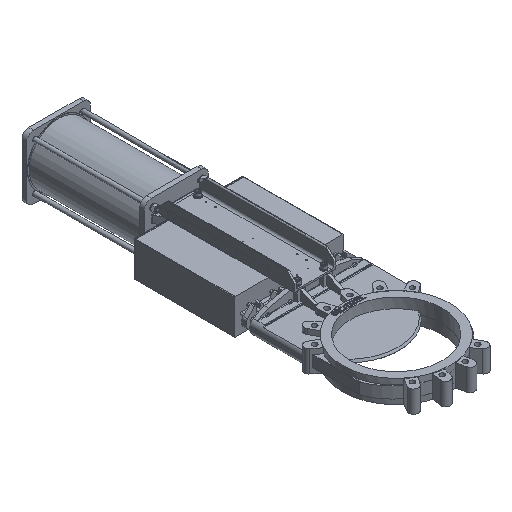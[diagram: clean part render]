
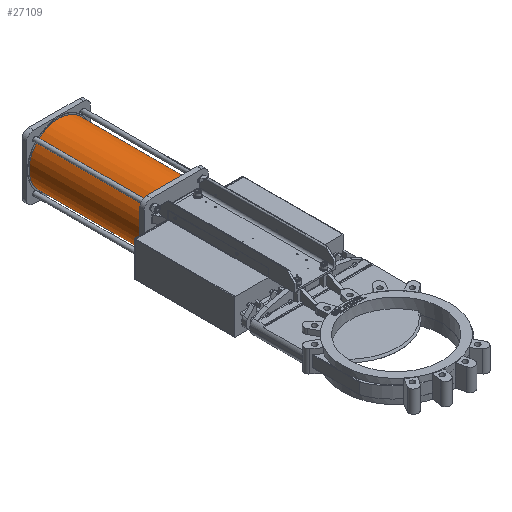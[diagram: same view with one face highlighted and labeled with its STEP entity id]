
A CAD part, isometric view. The second image highlights one B-rep face of the part: STEP entity #27109.
In plain terms, the highlighted cylindrical face has radius 131 mm (diameter 262 mm), a full revolution.
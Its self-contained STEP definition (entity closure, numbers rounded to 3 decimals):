
#1070=CYLINDRICAL_SURFACE('',#30015,131.);
#2621=CIRCLE('',#30012,131.);
#2622=CIRCLE('',#30014,131.);
#3093=FACE_BOUND('',#6977,.T.);
#4933=FACE_OUTER_BOUND('',#6976,.T.);
#6976=EDGE_LOOP('',(#24410));
#6977=EDGE_LOOP('',(#24411));
#13067=VERTEX_POINT('',#48178);
#13068=VERTEX_POINT('',#48181);
#16870=EDGE_CURVE('',#13067,#13067,#2621,.T.);
#16871=EDGE_CURVE('',#13068,#13068,#2622,.F.);
#24410=ORIENTED_EDGE('',*,*,#16871,.T.);
#24411=ORIENTED_EDGE('',*,*,#16870,.T.);
#27109=ADVANCED_FACE('',(#4933,#3093),#1070,.T.);
#30012=AXIS2_PLACEMENT_3D('',#48179,#37486,#37487);
#30014=AXIS2_PLACEMENT_3D('',#48182,#37490,#37491);
#30015=AXIS2_PLACEMENT_3D('',#48183,#37492,#37493);
#37486=DIRECTION('center_axis',(0.,1.,0.));
#37487=DIRECTION('ref_axis',(0.,0.,1.));
#37490=DIRECTION('center_axis',(0.,1.,0.));
#37491=DIRECTION('ref_axis',(0.,0.,1.));
#37492=DIRECTION('center_axis',(0.,1.,0.));
#37493=DIRECTION('ref_axis',(0.,0.,1.));
#48178=CARTESIAN_POINT('',(0.,985.5,131.));
#48179=CARTESIAN_POINT('Origin',(0.,985.5,0.));
#48181=CARTESIAN_POINT('',(0.,1478.,131.));
#48182=CARTESIAN_POINT('Origin',(0.,1478.,0.));
#48183=CARTESIAN_POINT('Origin',(0.,1501.109,
0.));
